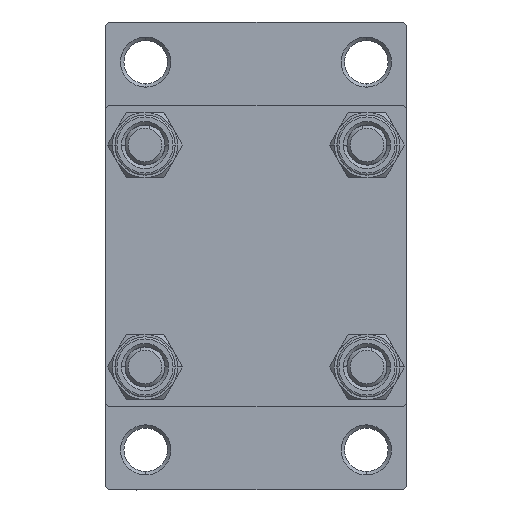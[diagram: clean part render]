
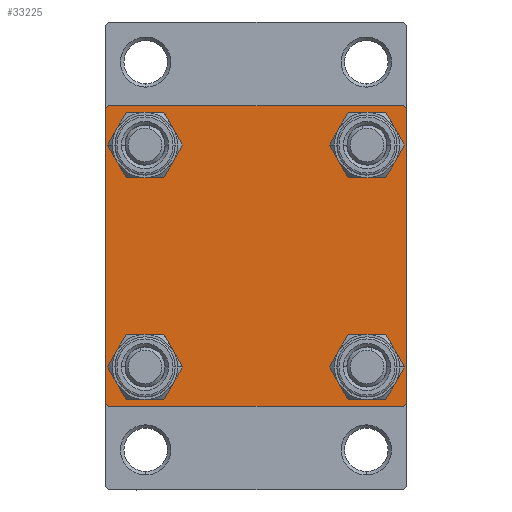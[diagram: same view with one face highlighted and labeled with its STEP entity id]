
A CAD part, left-side view. The second image highlights one B-rep face of the part: STEP entity #33225.
In plain terms, the highlighted planar face has unit normal (-1, 0, 0).
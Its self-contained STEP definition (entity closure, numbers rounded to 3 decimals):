
#155 = VERTEX_POINT ( 'NONE', #34609 ) ;
#731 = ORIENTED_EDGE ( 'NONE', *, *, #44191, .T. ) ;
#827 = ORIENTED_EDGE ( 'NONE', *, *, #43260, .F. ) ;
#1470 = ORIENTED_EDGE ( 'NONE', *, *, #42977, .T. ) ;
#1751 = ORIENTED_EDGE ( 'NONE', *, *, #31959, .T. ) ;
#1826 = FACE_BOUND ( 'NONE', #46299, .T. ) ;
#2188 = DIRECTION ( 'NONE',  ( 0., 0., 1. ) ) ;
#2973 = ORIENTED_EDGE ( 'NONE', *, *, #12590, .T. ) ;
#3360 = ORIENTED_EDGE ( 'NONE', *, *, #35530, .T. ) ;
#3941 = DIRECTION ( 'NONE',  ( 0., 0., -1. ) ) ;
#3971 = VECTOR ( 'NONE', #11642, 1000. ) ;
#4177 = LINE ( 'NONE', #40588, #21196 ) ;
#4217 = ORIENTED_EDGE ( 'NONE', *, *, #11945, .T. ) ;
#4311 = LINE ( 'NONE', #18439, #4373 ) ;
#4373 = VECTOR ( 'NONE', #37583, 1000. ) ;
#4381 = CIRCLE ( 'NONE', #16584, 3.5 ) ;
#5420 = FACE_BOUND ( 'NONE', #37075, .T. ) ;
#5634 = DIRECTION ( 'NONE',  ( 0., 0., 1. ) ) ;
#5645 = DIRECTION ( 'NONE',  ( 0., 0., 1. ) ) ;
#5819 = CARTESIAN_POINT ( 'NONE',  ( 0., 22.25, -22.25 ) ) ;
#6165 = DIRECTION ( 'NONE',  ( 0., 0.707, -0.707 ) ) ;
#6468 = AXIS2_PLACEMENT_3D ( 'NONE', #44101, #25662, #14638 ) ;
#6638 = VERTEX_POINT ( 'NONE', #40683 ) ;
#7087 = CARTESIAN_POINT ( 'NONE',  ( 0., 16.6, 20.1 ) ) ;
#7144 = CARTESIAN_POINT ( 'NONE',  ( 0., 22., -22.5 ) ) ;
#7353 = CARTESIAN_POINT ( 'NONE',  ( 0., 16.6, -13.1 ) ) ;
#7720 = VERTEX_POINT ( 'NONE', #39139 ) ;
#8300 = ORIENTED_EDGE ( 'NONE', *, *, #37179, .T. ) ;
#8306 = FACE_OUTER_BOUND ( 'NONE', #9630, .T. ) ;
#8324 = CARTESIAN_POINT ( 'NONE',  ( 0., 16.6, -16.6 ) ) ;
#8669 = CARTESIAN_POINT ( 'NONE',  ( 0., -16.6, -16.6 ) ) ;
#8758 = EDGE_CURVE ( 'NONE', #9229, #6638, #40194, .T. ) ;
#9027 = DIRECTION ( 'NONE',  ( 0., 0., 1. ) ) ;
#9229 = VERTEX_POINT ( 'NONE', #12385 ) ;
#9630 = EDGE_LOOP ( 'NONE', ( #3360, #19756, #15194, #15956, #827, #1751, #30581, #731 ) ) ;
#10617 = CARTESIAN_POINT ( 'NONE',  ( 0., -16.6, 13.1 ) ) ;
#11288 = AXIS2_PLACEMENT_3D ( 'NONE', #43592, #29477, #40496 ) ;
#11366 = VERTEX_POINT ( 'NONE', #22487 ) ;
#11642 = DIRECTION ( 'NONE',  ( 0., 0.707, 0.707 ) ) ;
#11784 = CIRCLE ( 'NONE', #17896, 3.5 ) ;
#11945 = EDGE_CURVE ( 'NONE', #19055, #32815, #18103, .T. ) ;
#12385 = CARTESIAN_POINT ( 'NONE',  ( 0., -16.6, -13.1 ) ) ;
#12590 = EDGE_CURVE ( 'NONE', #37664, #40601, #4381, .T. ) ;
#12687 = ORIENTED_EDGE ( 'NONE', *, *, #8758, .T. ) ;
#12824 = CIRCLE ( 'NONE', #11288, 3.5 ) ;
#13510 = AXIS2_PLACEMENT_3D ( 'NONE', #42515, #46329, #5634 ) ;
#13536 = CIRCLE ( 'NONE', #36491, 3.5 ) ;
#13572 = CARTESIAN_POINT ( 'NONE',  ( 0., -22.25, -22.25 ) ) ;
#13592 = CARTESIAN_POINT ( 'NONE',  ( 0., 22.25, 22.25 ) ) ;
#14027 = AXIS2_PLACEMENT_3D ( 'NONE', #18531, #22347, #29791 ) ;
#14638 = DIRECTION ( 'NONE',  ( 0., 0., 1. ) ) ;
#15194 = ORIENTED_EDGE ( 'NONE', *, *, #15668, .T. ) ;
#15668 = EDGE_CURVE ( 'NONE', #30732, #155, #4311, .T. ) ;
#15956 = ORIENTED_EDGE ( 'NONE', *, *, #30829, .T. ) ;
#15980 = DIRECTION ( 'NONE',  ( 1., 0., 0. ) ) ;
#16381 = EDGE_CURVE ( 'NONE', #40774, #30732, #17062, .T. ) ;
#16424 = PLANE ( 'NONE',  #30063 ) ;
#16584 = AXIS2_PLACEMENT_3D ( 'NONE', #29159, #18379, #44694 ) ;
#16827 = DIRECTION ( 'NONE',  ( 0., -0.707, -0.707 ) ) ;
#16868 = VERTEX_POINT ( 'NONE', #39661 ) ;
#17062 = LINE ( 'NONE', #5819, #28070 ) ;
#17349 = EDGE_CURVE ( 'NONE', #32815, #19055, #12824, .T. ) ;
#17896 = AXIS2_PLACEMENT_3D ( 'NONE', #8324, #15980, #9027 ) ;
#18103 = CIRCLE ( 'NONE', #13510, 3.5 ) ;
#18379 = DIRECTION ( 'NONE',  ( 1., 0., 0. ) ) ;
#18439 = CARTESIAN_POINT ( 'NONE',  ( 0., 22.5, -22.5 ) ) ;
#18531 = CARTESIAN_POINT ( 'NONE',  ( 0., 16.6, -16.6 ) ) ;
#19055 = VERTEX_POINT ( 'NONE', #7087 ) ;
#19395 = CARTESIAN_POINT ( 'NONE',  ( 0., 22.5, -22. ) ) ;
#19756 = ORIENTED_EDGE ( 'NONE', *, *, #16381, .T. ) ;
#19845 = DIRECTION ( 'NONE',  ( 0., 0., 1. ) ) ;
#21196 = VECTOR ( 'NONE', #3941, 1000. ) ;
#22347 = DIRECTION ( 'NONE',  ( 1., 0., 0. ) ) ;
#22391 = EDGE_CURVE ( 'NONE', #16868, #34813, #35200, .T. ) ;
#22487 = CARTESIAN_POINT ( 'NONE',  ( 0., 16.6, -20.1 ) ) ;
#23228 = CIRCLE ( 'NONE', #14027, 3.5 ) ;
#23860 = VERTEX_POINT ( 'NONE', #30797 ) ;
#24394 = DIRECTION ( 'NONE',  ( 0., -1., 0. ) ) ;
#24858 = CARTESIAN_POINT ( 'NONE',  ( 0., -22., 22.5 ) ) ;
#25342 = CARTESIAN_POINT ( 'NONE',  ( 0., 22.5, 22.5 ) ) ;
#25633 = ORIENTED_EDGE ( 'NONE', *, *, #17349, .T. ) ;
#25662 = DIRECTION ( 'NONE',  ( 1., 0., 0. ) ) ;
#26088 = CARTESIAN_POINT ( 'NONE',  ( 0., -16.6, 16.6 ) ) ;
#26947 = CARTESIAN_POINT ( 'NONE',  ( 0., -22.25, 22.25 ) ) ;
#27943 = AXIS2_PLACEMENT_3D ( 'NONE', #8669, #38143, #2188 ) ;
#28070 = VECTOR ( 'NONE', #16827, 1000. ) ;
#28746 = LINE ( 'NONE', #43347, #37006 ) ;
#29159 = CARTESIAN_POINT ( 'NONE',  ( 0., -16.6, 16.6 ) ) ;
#29477 = DIRECTION ( 'NONE',  ( 1., 0., 0. ) ) ;
#29791 = DIRECTION ( 'NONE',  ( 0., 0., 1. ) ) ;
#30063 = AXIS2_PLACEMENT_3D ( 'NONE', #31055, #45643, #5645 ) ;
#30101 = LINE ( 'NONE', #26947, #3971 ) ;
#30581 = ORIENTED_EDGE ( 'NONE', *, *, #22391, .F. ) ;
#30732 = VERTEX_POINT ( 'NONE', #7144 ) ;
#30797 = CARTESIAN_POINT ( 'NONE',  ( 0., -22.5, -22. ) ) ;
#30829 = EDGE_CURVE ( 'NONE', #155, #23860, #35378, .T. ) ;
#31055 = CARTESIAN_POINT ( 'NONE',  ( 0., 0., 0. ) ) ;
#31625 = CARTESIAN_POINT ( 'NONE',  ( 0., -16.6, 20.1 ) ) ;
#31804 = LINE ( 'NONE', #13592, #31827 ) ;
#31827 = VECTOR ( 'NONE', #6165, 1000. ) ;
#31959 = EDGE_CURVE ( 'NONE', #32561, #34813, #30101, .T. ) ;
#32561 = VERTEX_POINT ( 'NONE', #33072 ) ;
#32815 = VERTEX_POINT ( 'NONE', #42828 ) ;
#33009 = VECTOR ( 'NONE', #38978, 1000. ) ;
#33072 = CARTESIAN_POINT ( 'NONE',  ( 0., -22.5, 22. ) ) ;
#33225 = ADVANCED_FACE ( 'NONE', ( #5420, #41127, #34642, #1826, #8306 ), #16424, .T. ) ;
#34399 = VECTOR ( 'NONE', #24394, 1000. ) ;
#34609 = CARTESIAN_POINT ( 'NONE',  ( 0., -22., -22.5 ) ) ;
#34642 = FACE_BOUND ( 'NONE', #40338, .T. ) ;
#34813 = VERTEX_POINT ( 'NONE', #24858 ) ;
#35200 = LINE ( 'NONE', #25342, #34399 ) ;
#35378 = LINE ( 'NONE', #13572, #33009 ) ;
#35486 = EDGE_CURVE ( 'NONE', #11366, #40907, #23228, .T. ) ;
#35530 = EDGE_CURVE ( 'NONE', #7720, #40774, #28746, .T. ) ;
#36491 = AXIS2_PLACEMENT_3D ( 'NONE', #26088, #40713, #19845 ) ;
#37006 = VECTOR ( 'NONE', #39067, 1000. ) ;
#37075 = EDGE_LOOP ( 'NONE', ( #1470, #2973 ) ) ;
#37179 = EDGE_CURVE ( 'NONE', #40907, #11366, #11784, .T. ) ;
#37583 = DIRECTION ( 'NONE',  ( 0., -1., 0. ) ) ;
#37664 = VERTEX_POINT ( 'NONE', #10617 ) ;
#38143 = DIRECTION ( 'NONE',  ( 1., 0., 0. ) ) ;
#38897 = EDGE_CURVE ( 'NONE', #6638, #9229, #42445, .T. ) ;
#38978 = DIRECTION ( 'NONE',  ( 0., -0.707, 0.707 ) ) ;
#39067 = DIRECTION ( 'NONE',  ( 0., 0., -1. ) ) ;
#39139 = CARTESIAN_POINT ( 'NONE',  ( 0., 22.5, 22. ) ) ;
#39661 = CARTESIAN_POINT ( 'NONE',  ( 0., 22., 22.5 ) ) ;
#40194 = CIRCLE ( 'NONE', #27943, 3.5 ) ;
#40338 = EDGE_LOOP ( 'NONE', ( #8300, #42926 ) ) ;
#40496 = DIRECTION ( 'NONE',  ( 0., 0., 1. ) ) ;
#40588 = CARTESIAN_POINT ( 'NONE',  ( 0., -22.5, 22.5 ) ) ;
#40601 = VERTEX_POINT ( 'NONE', #31625 ) ;
#40683 = CARTESIAN_POINT ( 'NONE',  ( 0., -16.6, -20.1 ) ) ;
#40713 = DIRECTION ( 'NONE',  ( 1., 0., 0. ) ) ;
#40774 = VERTEX_POINT ( 'NONE', #19395 ) ;
#40907 = VERTEX_POINT ( 'NONE', #7353 ) ;
#41127 = FACE_BOUND ( 'NONE', #46810, .T. ) ;
#42445 = CIRCLE ( 'NONE', #6468, 3.5 ) ;
#42515 = CARTESIAN_POINT ( 'NONE',  ( 0., 16.6, 16.6 ) ) ;
#42828 = CARTESIAN_POINT ( 'NONE',  ( 0., 16.6, 13.1 ) ) ;
#42926 = ORIENTED_EDGE ( 'NONE', *, *, #35486, .T. ) ;
#42977 = EDGE_CURVE ( 'NONE', #40601, #37664, #13536, .T. ) ;
#43260 = EDGE_CURVE ( 'NONE', #32561, #23860, #4177, .T. ) ;
#43347 = CARTESIAN_POINT ( 'NONE',  ( 0., 22.5, 22.5 ) ) ;
#43397 = ORIENTED_EDGE ( 'NONE', *, *, #38897, .T. ) ;
#43592 = CARTESIAN_POINT ( 'NONE',  ( 0., 16.6, 16.6 ) ) ;
#44101 = CARTESIAN_POINT ( 'NONE',  ( 0., -16.6, -16.6 ) ) ;
#44191 = EDGE_CURVE ( 'NONE', #16868, #7720, #31804, .T. ) ;
#44694 = DIRECTION ( 'NONE',  ( 0., 0., 1. ) ) ;
#45643 = DIRECTION ( 'NONE',  ( -1., 0., 0. ) ) ;
#46299 = EDGE_LOOP ( 'NONE', ( #4217, #25633 ) ) ;
#46329 = DIRECTION ( 'NONE',  ( 1., 0., 0. ) ) ;
#46810 = EDGE_LOOP ( 'NONE', ( #12687, #43397 ) ) ;
